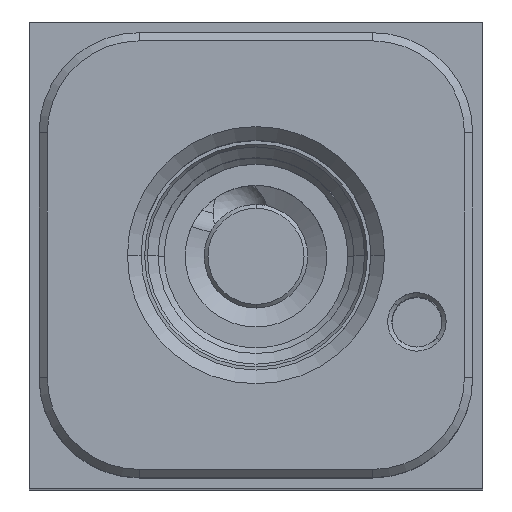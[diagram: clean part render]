
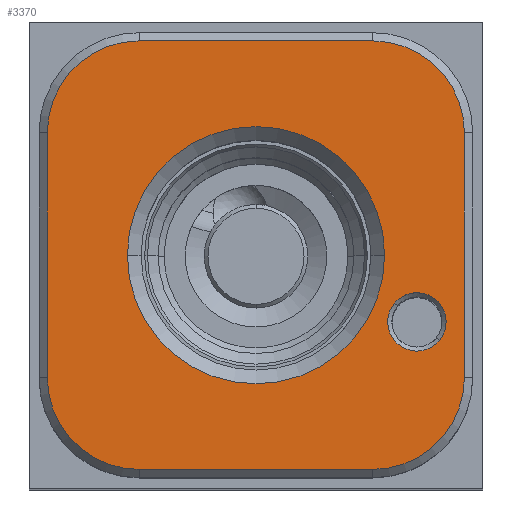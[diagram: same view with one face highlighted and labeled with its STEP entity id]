
A CAD part, top view. The second image highlights one B-rep face of the part: STEP entity #3370.
In plain terms, the highlighted planar face has unit normal (0, 0, 1).
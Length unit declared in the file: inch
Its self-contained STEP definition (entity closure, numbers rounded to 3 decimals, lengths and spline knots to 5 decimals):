
#443=CARTESIAN_POINT('',(0.412,-1.334,2.906));
#444=DIRECTION('',(0.,0.,-1.));
#445=DIRECTION('',(0.,-1.,0.));
#446=AXIS2_PLACEMENT_3D('',#443,#444,#445);
#457=CARTESIAN_POINT('',(1.453,-1.125,2.906));
#458=DIRECTION('',(0.,0.,-1.));
#459=DIRECTION('',(-0.766,0.643,0.));
#460=AXIS2_PLACEMENT_3D('',#457,#458,#459);
#462=CARTESIAN_POINT('',(1.453,-1.125,2.906));
#463=DIRECTION('',(0.,0.,-1.));
#464=DIRECTION('',(0.766,-0.643,0.));
#465=AXIS2_PLACEMENT_3D('',#462,#463,#464);
#467=CARTESIAN_POINT('',(0.85,-0.875,2.906));
#468=DIRECTION('',(0.,0.,-1.));
#469=DIRECTION('',(-1.,0.,0.));
#470=AXIS2_PLACEMENT_3D('',#467,#468,#469);
#472=CARTESIAN_POINT('',(0.85,-0.875,2.906));
#473=DIRECTION('',(0.,0.,-1.));
#474=DIRECTION('',(1.,0.,0.));
#475=AXIS2_PLACEMENT_3D('',#472,#473,#474);
#2628=DIRECTION('',(0.,1.,0.));
#2629=VECTOR('',#2628,0.918);
#2630=CARTESIAN_POINT('',(0.068,-1.334,2.906));
#2631=LINE('',#2630,#2629);
#2648=CARTESIAN_POINT('',(0.412,-0.416,2.906));
#2649=DIRECTION('',(0.,0.,-1.));
#2650=DIRECTION('',(-1.,0.,0.));
#2651=AXIS2_PLACEMENT_3D('',#2648,#2649,#2650);
#2666=DIRECTION('',(1.,0.,0.));
#2667=VECTOR('',#2666,0.875);
#2668=CARTESIAN_POINT('',(0.412,-0.072,2.906));
#2669=LINE('',#2668,#2667);
#2682=CARTESIAN_POINT('',(1.287,-0.416,2.906));
#2683=DIRECTION('',(0.,0.,-1.));
#2684=DIRECTION('',(0.,1.,0.));
#2685=AXIS2_PLACEMENT_3D('',#2682,#2683,#2684);
#2696=DIRECTION('',(0.,-1.,0.));
#2697=VECTOR('',#2696,0.918);
#2698=CARTESIAN_POINT('',(1.631,-0.416,2.906));
#2699=LINE('',#2698,#2697);
#2716=CARTESIAN_POINT('',(1.287,-1.334,2.906));
#2717=DIRECTION('',(0.,0.,-1.));
#2718=DIRECTION('',(1.,0.,0.));
#2719=AXIS2_PLACEMENT_3D('',#2716,#2717,#2718);
#2730=DIRECTION('',(-1.,0.,0.));
#2731=VECTOR('',#2730,0.875);
#2732=CARTESIAN_POINT('',(1.287,-1.678,2.906));
#2733=LINE('',#2732,#2731);
#2840=CARTESIAN_POINT('',(1.36912,-1.05461,2.906));
#2841=CARTESIAN_POINT('',(1.53688,-1.19539,2.906));
#2842=VERTEX_POINT('',#2840);
#2843=VERTEX_POINT('',#2841);
#2880=CARTESIAN_POINT('',(1.332,-0.875,2.906));
#2881=VERTEX_POINT('',#2880);
#2890=CARTESIAN_POINT('',(0.368,-0.875,2.906));
#2891=VERTEX_POINT('',#2890);
#2916=CARTESIAN_POINT('',(0.412,-0.072,2.906));
#2917=CARTESIAN_POINT('',(1.287,-0.072,2.906));
#2918=VERTEX_POINT('',#2916);
#2919=VERTEX_POINT('',#2917);
#2924=CARTESIAN_POINT('',(1.631,-0.416,2.906));
#2925=VERTEX_POINT('',#2924);
#2928=CARTESIAN_POINT('',(1.631,-1.334,2.906));
#2929=VERTEX_POINT('',#2928);
#2932=CARTESIAN_POINT('',(1.287,-1.678,2.906));
#2933=VERTEX_POINT('',#2932);
#2936=CARTESIAN_POINT('',(0.412,-1.678,2.906));
#2937=VERTEX_POINT('',#2936);
#2940=CARTESIAN_POINT('',(0.068,-1.334,2.906));
#2941=VERTEX_POINT('',#2940);
#2944=CARTESIAN_POINT('',(0.068,-0.416,2.906));
#2945=VERTEX_POINT('',#2944);
#3336=CARTESIAN_POINT('',(0.,0.,2.906));
#3337=DIRECTION('',(0.,0.,1.));
#3338=DIRECTION('',(1.,0.,0.));
#3339=AXIS2_PLACEMENT_3D('',#3336,#3337,#3338);
#3340=PLANE('',#3339);
#3341=ORIENTED_EDGE('',*,*,#3326,.T.);
#3343=ORIENTED_EDGE('',*,*,#3342,.T.);
#3345=ORIENTED_EDGE('',*,*,#3344,.T.);
#3347=ORIENTED_EDGE('',*,*,#3346,.T.);
#3349=ORIENTED_EDGE('',*,*,#3348,.T.);
#3351=ORIENTED_EDGE('',*,*,#3350,.T.);
#3353=ORIENTED_EDGE('',*,*,#3352,.T.);
#3355=ORIENTED_EDGE('',*,*,#3354,.T.);
#3356=EDGE_LOOP('',(#3341,#3343,#3345,#3347,#3349,#3351,#3353,#3355));
#3357=FACE_OUTER_BOUND('',#3356,.F.);
#3359=ORIENTED_EDGE('',*,*,#3358,.F.);
#3361=ORIENTED_EDGE('',*,*,#3360,.F.);
#3362=EDGE_LOOP('',(#3359,#3361));
#3363=FACE_BOUND('',#3362,.F.);
#3365=ORIENTED_EDGE('',*,*,#3364,.F.);
#3367=ORIENTED_EDGE('',*,*,#3366,.F.);
#3368=EDGE_LOOP('',(#3365,#3367));
#3369=FACE_BOUND('',#3368,.F.);
#3370=ADVANCED_FACE('',(#3357,#3363,#3369),#3340,.T.);
#447=CIRCLE('',#446,0.344);
#461=CIRCLE('',#460,0.1095);
#466=CIRCLE('',#465,0.1095);
#471=CIRCLE('',#470,0.482);
#476=CIRCLE('',#475,0.482);
#2652=CIRCLE('',#2651,0.344);
#2686=CIRCLE('',#2685,0.344);
#2720=CIRCLE('',#2719,0.344);
#3326=EDGE_CURVE('',#2937,#2941,#447,.T.);
#3342=EDGE_CURVE('',#2941,#2945,#2631,.T.);
#3344=EDGE_CURVE('',#2945,#2918,#2652,.T.);
#3346=EDGE_CURVE('',#2918,#2919,#2669,.T.);
#3348=EDGE_CURVE('',#2919,#2925,#2686,.T.);
#3350=EDGE_CURVE('',#2925,#2929,#2699,.T.);
#3352=EDGE_CURVE('',#2929,#2933,#2720,.T.);
#3354=EDGE_CURVE('',#2933,#2937,#2733,.T.);
#3358=EDGE_CURVE('',#2891,#2881,#471,.T.);
#3360=EDGE_CURVE('',#2881,#2891,#476,.T.);
#3364=EDGE_CURVE('',#2842,#2843,#461,.T.);
#3366=EDGE_CURVE('',#2843,#2842,#466,.T.);
